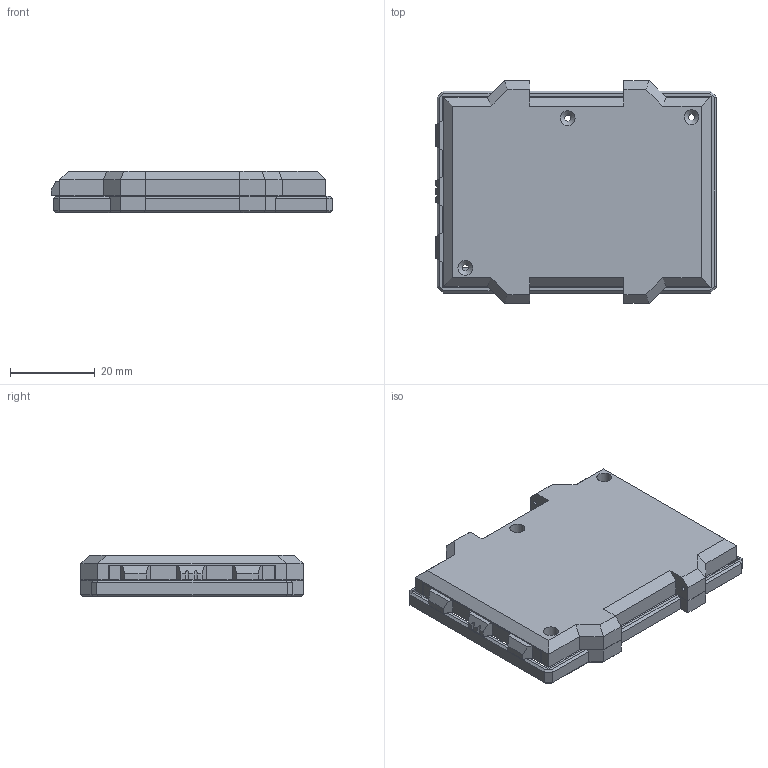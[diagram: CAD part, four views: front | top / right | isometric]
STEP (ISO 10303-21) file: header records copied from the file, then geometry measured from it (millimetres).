
FILE_DESCRIPTION(/* description */ (''),/* implementation_level */ '2;1');
FILE_NAME(/* name */ '2024-01-15 board v205.step',/* time_stamp */ '2024-07-01T22:39:45+03:00',/* author */ (''),/* organization */ (''),/* preprocessor_version */ 'ST-DEVELOPER v20',/* originating_system */ 'Autodesk Translation Framework v13.14.0.145',/* authorisation */ '');
FILE_SCHEMA (('AUTOMOTIVE_DESIGN { 1 0 10303 214 3 1 1 }'));
Length unit declared in the file: millimetre
Products named in the file (2): 2024-01-15 board; back
Assembly tree (1 placements, depth 2):
  2024-01-15 board
    back
Bounding box: 66.31 x 52.45 x 9.75 mm (x, y, z)
Volume: 6198.7 mm3; surface area: 11758.2 mm2
Topology: 3 solids, 3 shells, 297 faces, 745 edges, 470 vertices
Faces by surface type: plane 225, cylinder 52, cone 20
Full cylindrical faces by diameter (mm): 0.9 x4, 1 x4, 1.2 x1, 1.5 x7, 2.7 x4, 3.5 x6
Entity records: 8832 total; most frequent: CARTESIAN_POINT 1515, ORIENTED_EDGE 1490, DIRECTION 1467, EDGE_CURVE 745, LINE 623, VECTOR 623, VERTEX_POINT 470, AXIS2_PLACEMENT_3D 422
